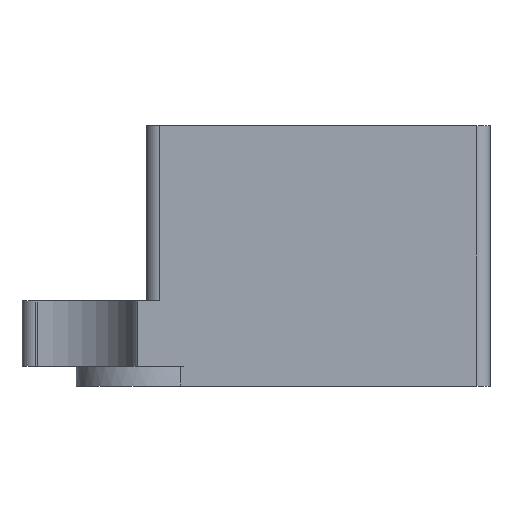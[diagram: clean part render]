
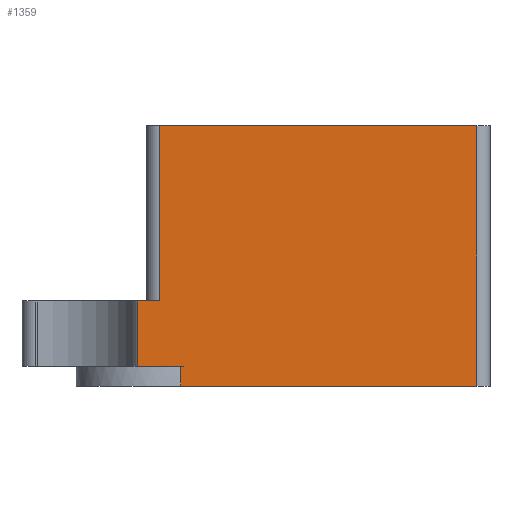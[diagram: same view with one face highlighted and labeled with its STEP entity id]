
A CAD part, front view. The second image highlights one B-rep face of the part: STEP entity #1359.
In plain terms, the highlighted planar face has unit normal (0, -1, 0).
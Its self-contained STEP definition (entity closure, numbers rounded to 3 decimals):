
#200=FACE_OUTER_BOUND('',#283,.T.);
#283=EDGE_LOOP('',(#1200,#1201,#1202,#1203,#1204,#1205,#1206,#1207));
#302=LINE('',#1941,#428);
#372=LINE('',#2176,#498);
#382=LINE('',#2201,#508);
#384=LINE('',#2207,#510);
#412=LINE('',#2283,#538);
#413=LINE('',#2286,#539);
#414=LINE('',#2288,#540);
#415=LINE('',#2289,#541);
#428=VECTOR('',#1538,10.);
#498=VECTOR('',#1756,10.);
#508=VECTOR('',#1784,10.);
#510=VECTOR('',#1790,10.);
#538=VECTOR('',#1886,10.);
#539=VECTOR('',#1889,10.);
#540=VECTOR('',#1890,10.);
#541=VECTOR('',#1891,10.);
#554=VERTEX_POINT('',#1937);
#556=VERTEX_POINT('',#1940);
#646=VERTEX_POINT('',#2173);
#647=VERTEX_POINT('',#2175);
#653=VERTEX_POINT('',#2200);
#654=VERTEX_POINT('',#2204);
#670=VERTEX_POINT('',#2285);
#671=VERTEX_POINT('',#2287);
#685=EDGE_CURVE('',#556,#554,#302,.T.);
#802=EDGE_CURVE('',#647,#646,#372,.T.);
#815=EDGE_CURVE('',#653,#647,#382,.T.);
#818=EDGE_CURVE('',#654,#554,#384,.T.);
#858=EDGE_CURVE('',#646,#556,#412,.T.);
#859=EDGE_CURVE('',#670,#653,#413,.T.);
#860=EDGE_CURVE('',#671,#654,#414,.T.);
#861=EDGE_CURVE('',#670,#671,#415,.T.);
#1200=ORIENTED_EDGE('',*,*,#859,.T.);
#1201=ORIENTED_EDGE('',*,*,#815,.T.);
#1202=ORIENTED_EDGE('',*,*,#802,.T.);
#1203=ORIENTED_EDGE('',*,*,#858,.T.);
#1204=ORIENTED_EDGE('',*,*,#685,.T.);
#1205=ORIENTED_EDGE('',*,*,#818,.F.);
#1206=ORIENTED_EDGE('',*,*,#860,.F.);
#1207=ORIENTED_EDGE('',*,*,#861,.F.);
#1296=PLANE('',#1512);
#1359=ADVANCED_FACE('',(#200),#1296,.T.);
#1512=AXIS2_PLACEMENT_3D('',#2284,#1887,#1888);
#1538=DIRECTION('',(-1.,0.,0.));
#1756=DIRECTION('',(1.,0.,0.));
#1784=DIRECTION('',(0.,0.,-1.));
#1790=DIRECTION('',(0.,0.,1.));
#1886=DIRECTION('',(0.,0.,1.));
#1887=DIRECTION('center_axis',(0.,-1.,0.));
#1888=DIRECTION('ref_axis',(1.,0.,0.));
#1889=DIRECTION('',(1.,0.,0.));
#1890=DIRECTION('',(1.,0.,0.));
#1891=DIRECTION('',(0.,0.,1.));
#1937=CARTESIAN_POINT('',(2.,-35.5,36.75));
#1940=CARTESIAN_POINT('',(50.5,-35.5,36.75));
#1941=CARTESIAN_POINT('',(14.125,-35.5,36.75));
#2173=CARTESIAN_POINT('',(50.5,-35.5,-3.));
#2175=CARTESIAN_POINT('',(5.247,-35.5,-3.));
#2176=CARTESIAN_POINT('',(35.687,-35.5,-3.));
#2200=CARTESIAN_POINT('',(5.247,-35.5,0.));
#2201=CARTESIAN_POINT('',(5.247,-35.5,0.));
#2204=CARTESIAN_POINT('',(2.,-35.5,10.));
#2207=CARTESIAN_POINT('',(2.,-35.5,10.));
#2283=CARTESIAN_POINT('',(50.5,-35.5,0.));
#2284=CARTESIAN_POINT('Origin',(-1.35,-35.5,0.));
#2285=CARTESIAN_POINT('',(-1.35,-35.5,0.));
#2286=CARTESIAN_POINT('',(-7.,-35.5,0.));
#2287=CARTESIAN_POINT('',(-1.35,-35.5,10.));
#2288=CARTESIAN_POINT('',(-7.,-35.5,10.));
#2289=CARTESIAN_POINT('',(-1.35,-35.5,0.));
